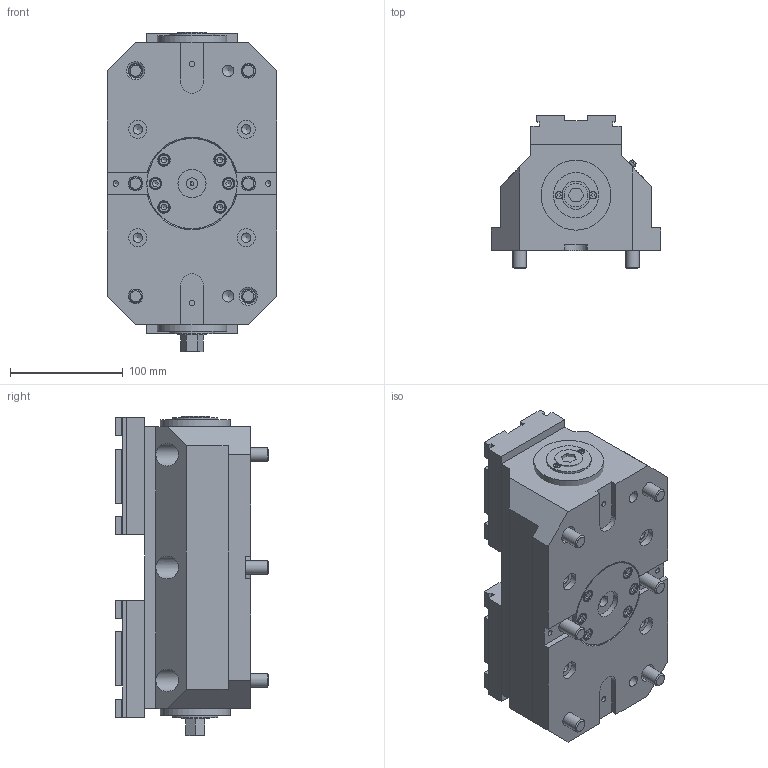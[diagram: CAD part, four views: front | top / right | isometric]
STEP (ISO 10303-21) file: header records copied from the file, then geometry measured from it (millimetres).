
FILE_DESCRIPTION(/* description */ ('Kunde (verstellbar)'),/* implementation_level */ '2;1');
FILE_NAME(/* name */ '220-0250-004_Kunde (verstellbar).stp',/* time_stamp */ '2022-11-18T13:52:12+01:00',/* author */ ('Chiacchiera'),/* organization */ (''),/* preprocessor_version */ 'ST-DEVELOPER v19.2',/* originating_system */ 'Autodesk Inventor 2023',/* authorisation */ '');
FILE_SCHEMA (('AUTOMOTIVE_DESIGN { 1 0 10303 214 3 1 1 }'));
Length unit declared in the file: millimetre
Products named in the file (3): 220-0250-004; 220-0250-004_1; 220-0250-004_2
Assembly tree (3 placements, depth 2):
  220-0250-004
    220-0250-004_1
    220-0250-004_2  x2
Bounding box: 150 x 136 x 283 mm (x, y, z)
Volume: 3769012.8 mm3; surface area: 306822.6 mm2
Topology: 5 solids, 5 shells, 505 faces, 1261 edges, 827 vertices
Faces by surface type: plane 347, cylinder 87, cone 52, torus 18, sphere 1
Full cylindrical faces by diameter (mm): 4.917 x4, 6 x4, 8.376 x12, 10 x6, 10.106 x3, 11 x6, 12 x6, 13 x6, 16 x6, 18 x10, 20 x11, 21 x2, 25 x3, 40 x2, 62 x2, 80 x1
Entity records: 12064 total; most frequent: CARTESIAN_POINT 2283, ORIENTED_EDGE 1906, DIRECTION 1873, EDGE_CURVE 953, AXIS2_PLACEMENT_3D 644, VERTEX_POINT 640, LINE 585, VECTOR 585
